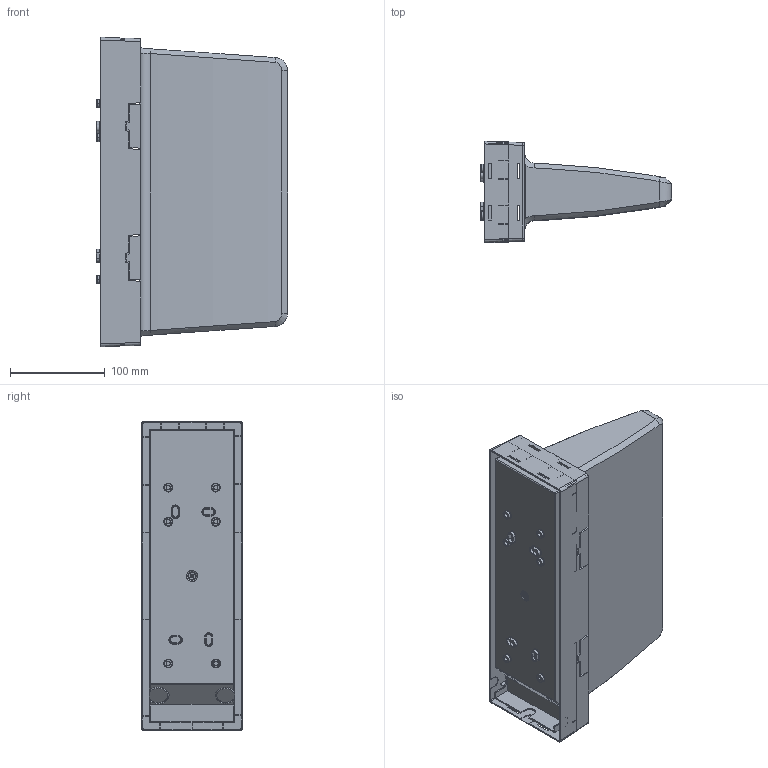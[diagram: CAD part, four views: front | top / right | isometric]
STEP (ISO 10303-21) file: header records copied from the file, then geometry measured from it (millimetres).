
FILE_DESCRIPTION((''),'2;1');
FILE_NAME('','',('none'),('none'),'','','none');
FILE_SCHEMA(('CONFIG_CONTROL_DESIGN'));
Length unit declared in the file: millimetre
Products named in the file (1): EN10077357
Bounding box: 202 x 106.99 x 326.99 mm (x, y, z)
Volume: 3236215.7 mm3; surface area: 313905.7 mm2
Topology: 2 solids, 2 shells, 609 faces, 1596 edges, 1008 vertices
Faces by surface type: plane 287, cylinder 206, torus 70, bspline 34, cone 8, sphere 4
Entity records: 20580 total; most frequent: CARTESIAN_POINT 6967, ORIENTED_EDGE 3180, DIRECTION 2128, EDGE_CURVE 1590, VERTEX_POINT 1008, VECTOR 964, LINE 964, AXIS2_PLACEMENT_3D 777
